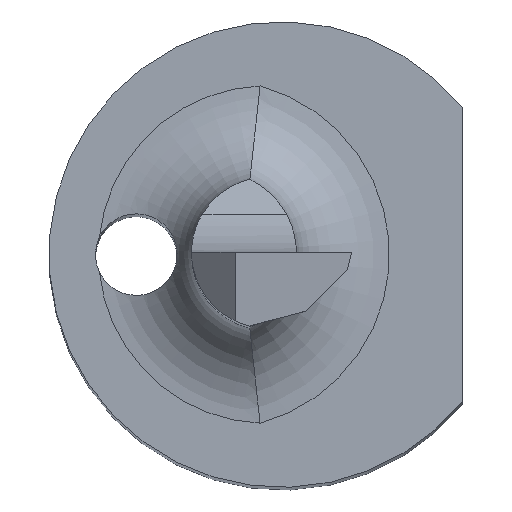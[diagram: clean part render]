
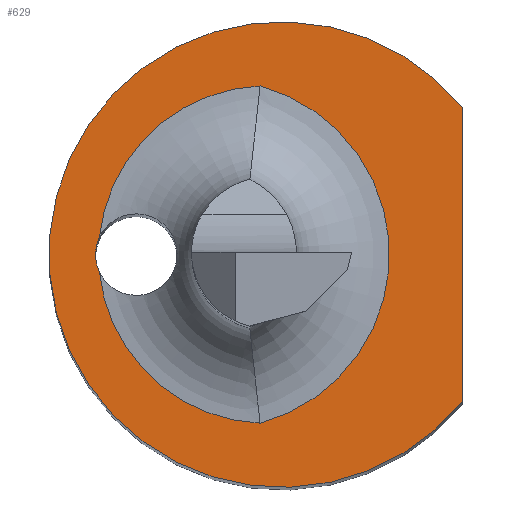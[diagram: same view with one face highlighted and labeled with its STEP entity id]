
A CAD part, top view. The second image highlights one B-rep face of the part: STEP entity #629.
In plain terms, the highlighted planar face has unit normal (0, 0, 1).
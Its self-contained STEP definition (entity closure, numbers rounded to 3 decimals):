
#11 = CARTESIAN_POINT ( 'NONE',  ( 0., 0., 14.3 ) ) ;
#15 = EDGE_CURVE ( 'NONE', #674, #835, #182, .T. ) ;
#38 = DIRECTION ( 'NONE',  ( 0., 0., 1. ) ) ;
#68 = CIRCLE ( 'NONE', #803, 1.45 ) ;
#70 = DIRECTION ( 'NONE',  ( 1., 0., 0. ) ) ;
#75 = CARTESIAN_POINT ( 'NONE',  ( -0.186, -1.449, 14.3 ) ) ;
#95 = CARTESIAN_POINT ( 'NONE',  ( -0.186, 1.449, 14.3 ) ) ;
#104 = FACE_OUTER_BOUND ( 'NONE', #539, .T. ) ;
#121 = PLANE ( 'NONE',  #340 ) ;
#136 = ORIENTED_EDGE ( 'NONE', *, *, #529, .T. ) ;
#141 = EDGE_CURVE ( 'NONE', #704, #144, #571, .T. ) ;
#142 = DIRECTION ( 'NONE',  ( 0., 0., 1. ) ) ;
#144 = VERTEX_POINT ( 'NONE', #511 ) ;
#146 = DIRECTION ( 'NONE',  ( 1., 0., 0. ) ) ;
#147 = CIRCLE ( 'NONE', #231, 0.35 ) ;
#151 = ORIENTED_EDGE ( 'NONE', *, *, #622, .T. ) ;
#155 = DIRECTION ( 'NONE',  ( 1., 0., 0. ) ) ;
#156 = ORIENTED_EDGE ( 'NONE', *, *, #141, .T. ) ;
#165 = ORIENTED_EDGE ( 'NONE', *, *, #15, .F. ) ;
#170 = CARTESIAN_POINT ( 'NONE',  ( -0.575, 0., 14.3 ) ) ;
#181 = AXIS2_PLACEMENT_3D ( 'NONE', #170, #237, #155 ) ;
#182 = LINE ( 'NONE', #456, #415 ) ;
#194 = FACE_BOUND ( 'NONE', #573, .T. ) ;
#213 = CARTESIAN_POINT ( 'NONE',  ( 1.55, -1.264, 14.3 ) ) ;
#226 = ORIENTED_EDGE ( 'NONE', *, *, #837, .F. ) ;
#231 = AXIS2_PLACEMENT_3D ( 'NONE', #543, #142, #70 ) ;
#237 = DIRECTION ( 'NONE',  ( 0., 0., -1. ) ) ;
#246 = CARTESIAN_POINT ( 'NONE',  ( -0.125, 0., 14.3 ) ) ;
#262 = CARTESIAN_POINT ( 'NONE',  ( 1.55, 1.264, 14.3 ) ) ;
#340 = AXIS2_PLACEMENT_3D ( 'NONE', #857, #381, #642 ) ;
#363 = CIRCLE ( 'NONE', #868, 2. ) ;
#381 = DIRECTION ( 'NONE',  ( 0., 0., 1. ) ) ;
#382 = ORIENTED_EDGE ( 'NONE', *, *, #696, .T. ) ;
#403 = VERTEX_POINT ( 'NONE', #660 ) ;
#415 = VECTOR ( 'NONE', #717, 1000. ) ;
#456 = CARTESIAN_POINT ( 'NONE',  ( 1.55, 0., 14.3 ) ) ;
#484 = CIRCLE ( 'NONE', #181, 1.5 ) ;
#486 = VERTEX_POINT ( 'NONE', #95 ) ;
#488 = CARTESIAN_POINT ( 'NONE',  ( -0.125, 0., 14.3 ) ) ;
#511 = CARTESIAN_POINT ( 'NONE',  ( -1.568, -0.147, 14.3 ) ) ;
#529 = EDGE_CURVE ( 'NONE', #486, #704, #484, .T. ) ;
#539 = EDGE_LOOP ( 'NONE', ( #151, #165 ) ) ;
#543 = CARTESIAN_POINT ( 'NONE',  ( -1.25, 0., 14.3 ) ) ;
#571 = CIRCLE ( 'NONE', #740, 1.45 ) ;
#573 = EDGE_LOOP ( 'NONE', ( #226, #382, #136, #156 ) ) ;
#622 = EDGE_CURVE ( 'NONE', #674, #835, #363, .T. ) ;
#629 = ADVANCED_FACE ( 'NONE', ( #194, #104 ), #121, .T. ) ;
#634 = DIRECTION ( 'NONE',  ( 1., 0., 0. ) ) ;
#642 = DIRECTION ( 'NONE',  ( 1., 0., 0. ) ) ;
#660 = CARTESIAN_POINT ( 'NONE',  ( -1.568, 0.147, 14.3 ) ) ;
#674 = VERTEX_POINT ( 'NONE', #262 ) ;
#696 = EDGE_CURVE ( 'NONE', #403, #486, #68, .T. ) ;
#704 = VERTEX_POINT ( 'NONE', #75 ) ;
#705 = DIRECTION ( 'NONE',  ( 0., 0., -1. ) ) ;
#717 = DIRECTION ( 'NONE',  ( 0., -1., 0. ) ) ;
#740 = AXIS2_PLACEMENT_3D ( 'NONE', #246, #705, #634 ) ;
#750 = DIRECTION ( 'NONE',  ( 0., 0., -1. ) ) ;
#803 = AXIS2_PLACEMENT_3D ( 'NONE', #488, #750, #146 ) ;
#804 = DIRECTION ( 'NONE',  ( 1., 0., 0. ) ) ;
#835 = VERTEX_POINT ( 'NONE', #213 ) ;
#837 = EDGE_CURVE ( 'NONE', #403, #144, #147, .T. ) ;
#857 = CARTESIAN_POINT ( 'NONE',  ( 0., 0., 14.3 ) ) ;
#868 = AXIS2_PLACEMENT_3D ( 'NONE', #11, #38, #804 ) ;
